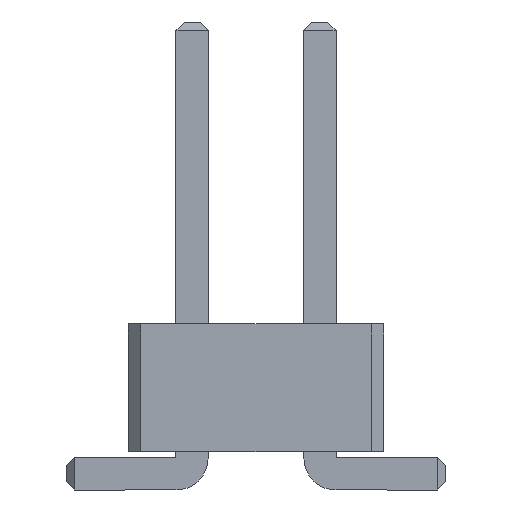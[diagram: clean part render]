
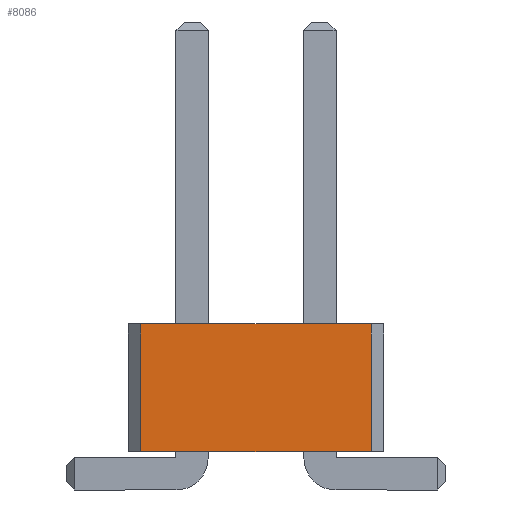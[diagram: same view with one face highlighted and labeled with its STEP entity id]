
A CAD part, front view. The second image highlights one B-rep face of the part: STEP entity #8086.
In plain terms, the highlighted planar face has unit normal (0, -1, 0).
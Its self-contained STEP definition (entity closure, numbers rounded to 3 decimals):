
#694 = VERTEX_POINT('',#695);
#695 = CARTESIAN_POINT('',(2.286,-30.48,0.76));
#701 = EDGE_CURVE('',#702,#694,#704,.T.);
#702 = VERTEX_POINT('',#703);
#703 = CARTESIAN_POINT('',(-2.286,-30.48,0.76));
#704 = LINE('',#705,#706);
#705 = CARTESIAN_POINT('',(-2.286,-30.48,0.76));
#706 = VECTOR('',#707,1.);
#707 = DIRECTION('',(1.,0.,0.));
#3479 = VERTEX_POINT('',#3480);
#3480 = CARTESIAN_POINT('',(2.286,-30.48,3.3));
#3486 = EDGE_CURVE('',#3487,#3479,#3489,.T.);
#3487 = VERTEX_POINT('',#3488);
#3488 = CARTESIAN_POINT('',(-2.286,-30.48,3.3));
#3489 = LINE('',#3490,#3491);
#3490 = CARTESIAN_POINT('',(-2.286,-30.48,3.3));
#3491 = VECTOR('',#3492,1.);
#3492 = DIRECTION('',(1.,0.,0.));
#8058 = EDGE_CURVE('',#702,#3487,#8059,.T.);
#8059 = LINE('',#8060,#8061);
#8060 = CARTESIAN_POINT('',(-2.286,-30.48,0.76));
#8061 = VECTOR('',#8062,1.);
#8062 = DIRECTION('',(0.,0.,1.));
#8086 = ADVANCED_FACE('',(#8087),#8098,.F.);
#8087 = FACE_BOUND('',#8088,.F.);
#8088 = EDGE_LOOP('',(#8089,#8090,#8091,#8097));
#8089 = ORIENTED_EDGE('',*,*,#8058,.T.);
#8090 = ORIENTED_EDGE('',*,*,#3486,.T.);
#8091 = ORIENTED_EDGE('',*,*,#8092,.F.);
#8092 = EDGE_CURVE('',#694,#3479,#8093,.T.);
#8093 = LINE('',#8094,#8095);
#8094 = CARTESIAN_POINT('',(2.286,-30.48,0.76));
#8095 = VECTOR('',#8096,1.);
#8096 = DIRECTION('',(0.,0.,1.));
#8097 = ORIENTED_EDGE('',*,*,#701,.F.);
#8098 = PLANE('',#8099);
#8099 = AXIS2_PLACEMENT_3D('',#8100,#8101,#8102);
#8100 = CARTESIAN_POINT('',(-2.286,-30.48,0.76));
#8101 = DIRECTION('',(0.,1.,0.));
#8102 = DIRECTION('',(1.,0.,0.));
